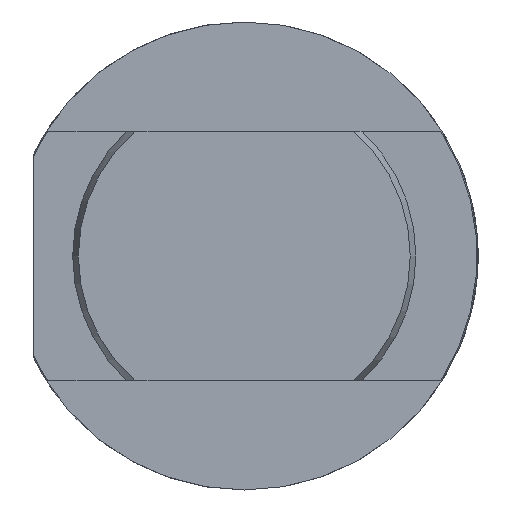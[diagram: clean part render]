
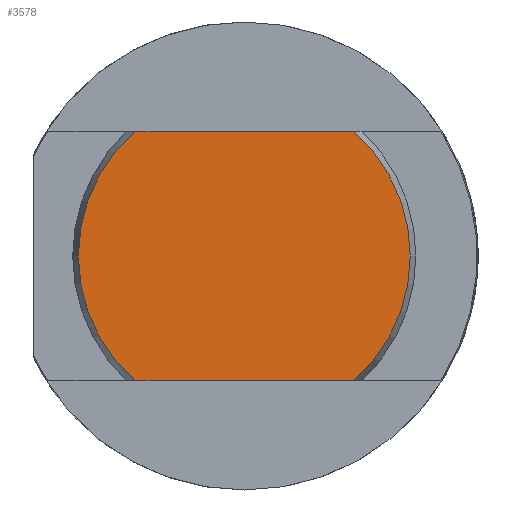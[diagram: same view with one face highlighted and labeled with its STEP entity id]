
A CAD part, left-side view. The second image highlights one B-rep face of the part: STEP entity #3578.
In plain terms, the highlighted planar face has unit normal (-1, 0, 0).
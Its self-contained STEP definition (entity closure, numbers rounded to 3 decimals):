
#75 = CIRCLE ( 'NONE', #3247, 10.636 ) ;
#141 = LINE ( 'NONE', #3882, #369 ) ;
#321 = CIRCLE ( 'NONE', #3243, 10.636 ) ;
#323 = LINE ( 'NONE', #3777, #362 ) ;
#362 = VECTOR ( 'NONE', #3754, 1000. ) ;
#369 = VECTOR ( 'NONE', #3780, 1000. ) ;
#506 = EDGE_LOOP ( 'NONE', ( #809, #808, #807, #806 ) ) ;
#806 = ORIENTED_EDGE ( 'NONE', *, *, #3027, .F. ) ;
#807 = ORIENTED_EDGE ( 'NONE', *, *, #3041, .T. ) ;
#808 = ORIENTED_EDGE ( 'NONE', *, *, #3029, .F. ) ;
#809 = ORIENTED_EDGE ( 'NONE', *, *, #3028, .T. ) ;
#1329 = CARTESIAN_POINT ( 'NONE',  ( 0., 0., 0. ) ) ;
#1330 = PLANE ( 'NONE',  #3377 ) ;
#1332 = DIRECTION ( 'NONE',  ( 1., 0., 0. ) ) ;
#1333 = DIRECTION ( 'NONE',  ( 0., 0., -1. ) ) ;
#1876 = FACE_OUTER_BOUND ( 'NONE', #506, .T. ) ;
#2358 = VERTEX_POINT ( 'NONE', #2444 ) ;
#2361 = VERTEX_POINT ( 'NONE', #2511 ) ;
#2367 = VERTEX_POINT ( 'NONE', #2550 ) ;
#2370 = VERTEX_POINT ( 'NONE', #2448 ) ;
#2444 = CARTESIAN_POINT ( 'NONE',  ( 0., 7.009, -8. ) ) ;
#2448 = CARTESIAN_POINT ( 'NONE',  ( 0., 7.009, 8. ) ) ;
#2511 = CARTESIAN_POINT ( 'NONE',  ( 0., -7.009, -8. ) ) ;
#2550 = CARTESIAN_POINT ( 'NONE',  ( 0., -7.009, 8. ) ) ;
#3027 = EDGE_CURVE ( 'NONE', #2370, #2367, #141, .T. ) ;
#3028 = EDGE_CURVE ( 'NONE', #2370, #2358, #321, .T. ) ;
#3029 = EDGE_CURVE ( 'NONE', #2361, #2358, #323, .T. ) ;
#3041 = EDGE_CURVE ( 'NONE', #2361, #2367, #75, .T. ) ;
#3243 = AXIS2_PLACEMENT_3D ( 'NONE', #3889, #3803, #3794 ) ;
#3247 = AXIS2_PLACEMENT_3D ( 'NONE', #3862, #3837, #3869 ) ;
#3377 = AXIS2_PLACEMENT_3D ( 'NONE', #1329, #1332, #1333 ) ;
#3578 = ADVANCED_FACE ( 'NONE', ( #1876 ), #1330, .F. ) ;
#3754 = DIRECTION ( 'NONE',  ( 0., 1., 0. ) ) ;
#3777 = CARTESIAN_POINT ( 'NONE',  ( 0., 12.75, -8. ) ) ;
#3780 = DIRECTION ( 'NONE',  ( 0., -1., 0. ) ) ;
#3794 = DIRECTION ( 'NONE',  ( 0., 0., -1. ) ) ;
#3803 = DIRECTION ( 'NONE',  ( -1., 0., 0. ) ) ;
#3837 = DIRECTION ( 'NONE',  ( -1., 0., 0. ) ) ;
#3862 = CARTESIAN_POINT ( 'NONE',  ( 0., 0., 0. ) ) ;
#3869 = DIRECTION ( 'NONE',  ( 0., 0., -1. ) ) ;
#3882 = CARTESIAN_POINT ( 'NONE',  ( 0., 12.75, 8. ) ) ;
#3889 = CARTESIAN_POINT ( 'NONE',  ( 0., 0., 0. ) ) ;
